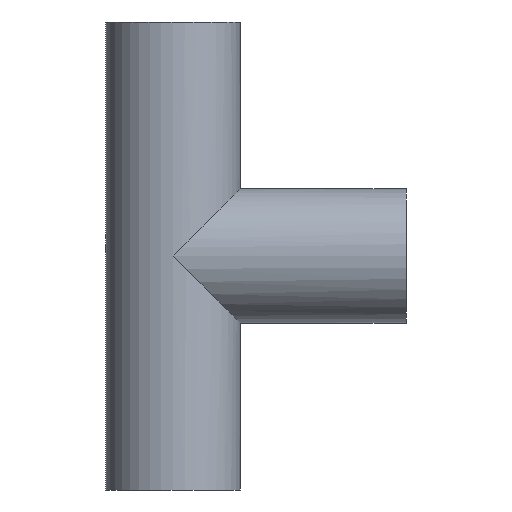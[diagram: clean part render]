
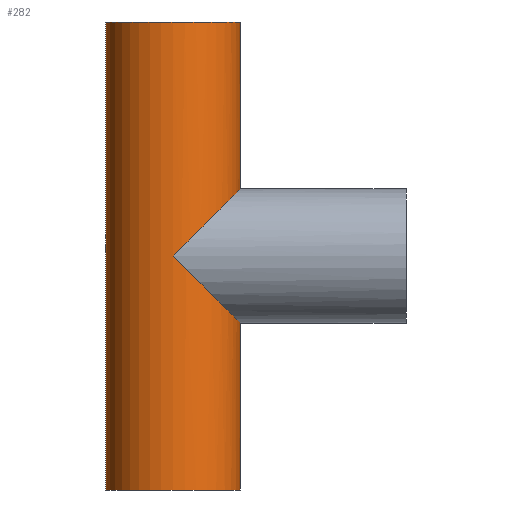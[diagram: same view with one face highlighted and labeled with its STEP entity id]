
A CAD part, front view. The second image highlights one B-rep face of the part: STEP entity #282.
In plain terms, the highlighted cylindrical face has radius 37.5 mm (diameter 75 mm), a partial arc.
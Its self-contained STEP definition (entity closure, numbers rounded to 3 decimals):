
#1 = EDGE_CURVE ( 'NONE', #226, #384, #311, .T. ) ;
#3 = DIRECTION ( 'NONE',  ( 0., 0., -1. ) ) ;
#7 = ORIENTED_EDGE ( 'NONE', *, *, #383, .F. ) ;
#13 = CARTESIAN_POINT ( 'NONE',  ( 37.5, 0., 37.5 ) ) ;
#20 = CARTESIAN_POINT ( 'NONE',  ( 37.5, 0., 130.5 ) ) ;
#22 = EDGE_LOOP ( 'NONE', ( #412, #279, #366, #63, #91, #7, #409 ) ) ;
#61 = VECTOR ( 'NONE', #3, 1000. ) ;
#63 = ORIENTED_EDGE ( 'NONE', *, *, #239, .T. ) ;
#71 = VERTEX_POINT ( 'NONE', #184 ) ;
#76 = VERTEX_POINT ( 'NONE', #219 ) ;
#77 = DIRECTION ( 'NONE',  ( 1., 0., 0. ) ) ;
#85 = CARTESIAN_POINT ( 'NONE',  ( 0., -37.5, 0. ) ) ;
#89 = CARTESIAN_POINT ( 'NONE',  ( 21.967, -37.5, -21.967 ) ) ;
#91 = ORIENTED_EDGE ( 'NONE', *, *, #1, .F. ) ;
#118 = CARTESIAN_POINT ( 'NONE',  ( 0., 0., -130.5 ) ) ;
#120 = EDGE_CURVE ( 'NONE', #331, #368, #315, .T. ) ;
#122 = CARTESIAN_POINT ( 'NONE',  ( -37.5, 0., 130.5 ) ) ;
#123 = FACE_OUTER_BOUND ( 'NONE', #22, .T. ) ;
#129 = CYLINDRICAL_SURFACE ( 'NONE', #380, 37.5 ) ;
#136 = EDGE_CURVE ( 'NONE', #368, #76, #254, .T. ) ;
#153 = DIRECTION ( 'NONE',  ( 0., 0., 1. ) ) ;
#155 = CARTESIAN_POINT ( 'NONE',  ( 21.967, -37.5, 21.967 ) ) ;
#156 = DIRECTION ( 'NONE',  ( 0., 0., -1. ) ) ;
#170 = VERTEX_POINT ( 'NONE', #359 ) ;
#179 = VECTOR ( 'NONE', #156, 1000. ) ;
#184 = CARTESIAN_POINT ( 'NONE',  ( 0., -37.5, 0. ) ) ;
#185 = CARTESIAN_POINT ( 'NONE',  ( 37.5, 0., -37.5 ) ) ;
#187 = DIRECTION ( 'NONE',  ( 0., 0., 1. ) ) ;
#195 = CARTESIAN_POINT ( 'NONE',  ( 37.5, 0., -37.5 ) ) ;
#197 = DIRECTION ( 'NONE',  ( 0., 0., -1. ) ) ;
#212 = EDGE_CURVE ( 'NONE', #76, #71, #362, .T. ) ;
#214 = DIRECTION ( 'NONE',  ( 1., 0., 0. ) ) ;
#219 = CARTESIAN_POINT ( 'NONE',  ( 37.5, 0., 37.5 ) ) ;
#220 = CARTESIAN_POINT ( 'NONE',  ( 37.5, -21.967, 37.5 ) ) ;
#222 = CARTESIAN_POINT ( 'NONE',  ( 37.5, -21.967, -37.5 ) ) ;
#226 = VERTEX_POINT ( 'NONE', #185 ) ;
#238 =( BOUNDED_CURVE ( )  B_SPLINE_CURVE ( 3, ( #85, #89, #222, #195 ),
 .UNSPECIFIED., .F., .T. ) 
 B_SPLINE_CURVE_WITH_KNOTS ( ( 4, 4 ),
 ( 4.712, 6.283 ),
 .UNSPECIFIED. ) 
 CURVE ( )  GEOMETRIC_REPRESENTATION_ITEM ( )  RATIONAL_B_SPLINE_CURVE ( ( 1., 0.805, 0.805, 1. ) ) 
 REPRESENTATION_ITEM ( '' )  );
#239 = EDGE_CURVE ( 'NONE', #170, #384, #290, .T. ) ;
#250 = CARTESIAN_POINT ( 'NONE',  ( 0., -37.5, 0. ) ) ;
#254 = LINE ( 'NONE', #329, #179 ) ;
#258 = DIRECTION ( 'NONE',  ( 0., 0., -1. ) ) ;
#266 = LINE ( 'NONE', #122, #353 ) ;
#278 = EDGE_CURVE ( 'NONE', #331, #170, #266, .T. ) ;
#279 = ORIENTED_EDGE ( 'NONE', *, *, #120, .F. ) ;
#282 = ADVANCED_FACE ( 'NONE', ( #123 ), #129, .T. ) ;
#290 = CIRCLE ( 'NONE', #438, 37.5 ) ;
#311 = LINE ( 'NONE', #414, #61 ) ;
#315 = CIRCLE ( 'NONE', #334, 37.5 ) ;
#329 = CARTESIAN_POINT ( 'NONE',  ( 37.5, 0., 130.5 ) ) ;
#330 = CARTESIAN_POINT ( 'NONE',  ( -37.5, 0., 130.5 ) ) ;
#331 = VERTEX_POINT ( 'NONE', #330 ) ;
#334 = AXIS2_PLACEMENT_3D ( 'NONE', #427, #187, #214 ) ;
#353 = VECTOR ( 'NONE', #197, 1000. ) ;
#359 = CARTESIAN_POINT ( 'NONE',  ( -37.5, 0., -130.5 ) ) ;
#362 =( BOUNDED_CURVE ( )  B_SPLINE_CURVE ( 3, ( #13, #220, #155, #250 ),
 .UNSPECIFIED., .F., .T. ) 
 B_SPLINE_CURVE_WITH_KNOTS ( ( 4, 4 ),
 ( 3.142, 4.712 ),
 .UNSPECIFIED. ) 
 CURVE ( )  GEOMETRIC_REPRESENTATION_ITEM ( )  RATIONAL_B_SPLINE_CURVE ( ( 1., 0.805, 0.805, 1. ) ) 
 REPRESENTATION_ITEM ( '' )  );
#363 = CARTESIAN_POINT ( 'NONE',  ( 37.5, 0., -130.5 ) ) ;
#366 = ORIENTED_EDGE ( 'NONE', *, *, #278, .T. ) ;
#368 = VERTEX_POINT ( 'NONE', #20 ) ;
#380 = AXIS2_PLACEMENT_3D ( 'NONE', #446, #258, #410 ) ;
#383 = EDGE_CURVE ( 'NONE', #71, #226, #238, .T. ) ;
#384 = VERTEX_POINT ( 'NONE', #363 ) ;
#409 = ORIENTED_EDGE ( 'NONE', *, *, #212, .F. ) ;
#410 = DIRECTION ( 'NONE',  ( -1., 0., 0. ) ) ;
#412 = ORIENTED_EDGE ( 'NONE', *, *, #136, .F. ) ;
#414 = CARTESIAN_POINT ( 'NONE',  ( 37.5, 0., 130.5 ) ) ;
#427 = CARTESIAN_POINT ( 'NONE',  ( 0., 0., 130.5 ) ) ;
#438 = AXIS2_PLACEMENT_3D ( 'NONE', #118, #153, #77 ) ;
#446 = CARTESIAN_POINT ( 'NONE',  ( 0., 0., 130.5 ) ) ;
